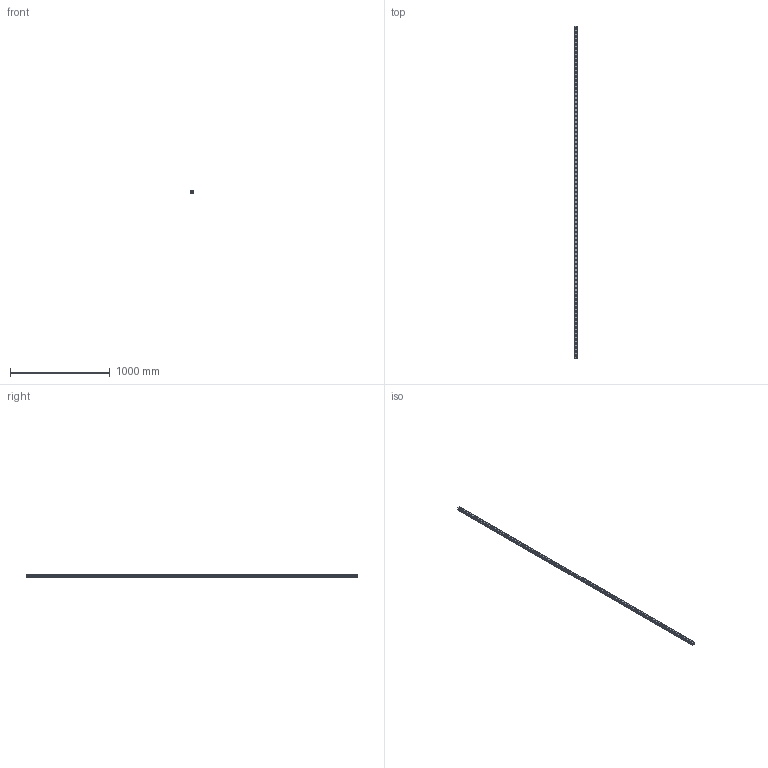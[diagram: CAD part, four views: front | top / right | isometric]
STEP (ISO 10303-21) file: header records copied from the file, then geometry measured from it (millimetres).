
FILE_DESCRIPTION(('STEP AP214'),'1');
FILE_NAME('cctmp_645941D7-2D04-481B-A8EA-2D21A432C9BB_2021_03_11_16_13_49_0198..stp','2021-03-11T15:13:49',('HIWIN GmbH'),('CADClick - www.CADClick.com'),'Spatial InterOp 3D',' ','unknown authorization');
FILE_SCHEMA(('AUTOMOTIVE_DESIGN'));
Length unit declared in the file: millimetre
Products named in the file (1): RGR30R3330H_FILE
Bounding box: 28 x 3330 x 28 mm (x, y, z)
Volume: 1911637.1 mm3; surface area: 493479.1 mm2
Topology: 1 solids, 1 shells, 862 faces, 1821 edges, 1214 vertices
Faces by surface type: cylinder 516, plane 346
Entity records: 30537 total; most frequent: DIRECTION 4579, CARTESIAN_POINT 3898, ORIENTED_EDGE 3642, AXIS2_PLACEMENT_3D 1895, EDGE_CURVE 1821, VERTEX_POINT 1214, EDGE_LOOP 1115, CIRCLE 1032
